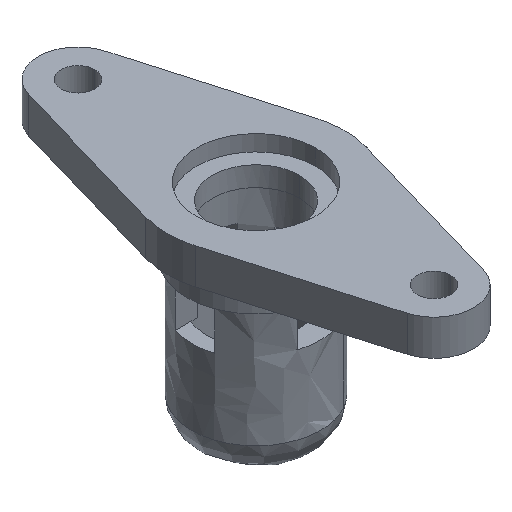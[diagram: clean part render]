
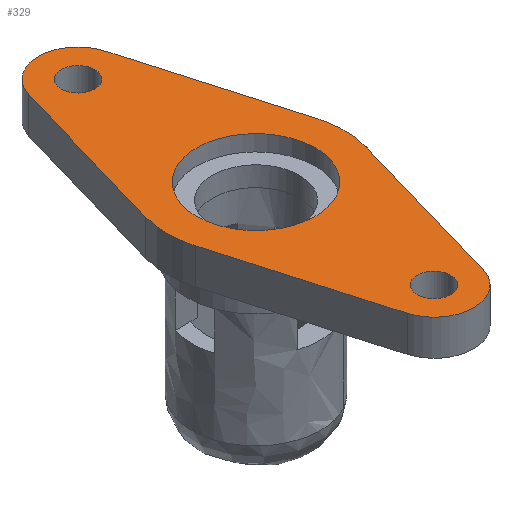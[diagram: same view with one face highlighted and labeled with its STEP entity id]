
A CAD part, isometric view. The second image highlights one B-rep face of the part: STEP entity #329.
In plain terms, the highlighted free-form (B-spline) face has degree [1, 1] with [2, 2] control points.
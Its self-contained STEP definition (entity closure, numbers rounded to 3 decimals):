
#273 = VERTEX_POINT('',#274);
#274 = CARTESIAN_POINT('',(-24.673,0.,
    14.804));
#279 = EDGE_CURVE('',#280,#273,#282,.T.);
#280 = VERTEX_POINT('',#281);
#281 = CARTESIAN_POINT('',(24.673,0.,14.804));
#282 = ( BOUNDED_CURVE() B_SPLINE_CURVE(2,(#283,#284,#285,#286,#287),
.UNSPECIFIED.,.F.,.F.) B_SPLINE_CURVE_WITH_KNOTS((3,2,3),(0.,
1.571,3.142),.PIECEWISE_BEZIER_KNOTS.) CURVE() 
GEOMETRIC_REPRESENTATION_ITEM() RATIONAL_B_SPLINE_CURVE((1.,
0.707,1.,0.707,1.)) REPRESENTATION_ITEM('') );
#283 = CARTESIAN_POINT('',(24.673,0.,14.804));
#284 = CARTESIAN_POINT('',(24.673,24.673,
    14.804));
#285 = CARTESIAN_POINT('',(0.,24.673,
    14.804));
#286 = CARTESIAN_POINT('',(-24.673,24.673,
    14.804));
#287 = CARTESIAN_POINT('',(-24.673,0.,
    14.804));
#310 = EDGE_CURVE('',#273,#280,#311,.T.);
#311 = ( BOUNDED_CURVE() B_SPLINE_CURVE(2,(#312,#313,#314,#315,#316),
.UNSPECIFIED.,.F.,.F.) B_SPLINE_CURVE_WITH_KNOTS((3,2,3),(3.142,
4.712,6.283),.PIECEWISE_BEZIER_KNOTS.) CURVE() 
GEOMETRIC_REPRESENTATION_ITEM() RATIONAL_B_SPLINE_CURVE((1.,
0.707,1.,0.707,1.)) REPRESENTATION_ITEM('') );
#312 = CARTESIAN_POINT('',(-24.673,0.,
    14.804));
#313 = CARTESIAN_POINT('',(-24.673,-24.673,
    14.804));
#314 = CARTESIAN_POINT('',(0.,-24.673,
    14.804));
#315 = CARTESIAN_POINT('',(24.673,-24.673,
    14.804));
#316 = CARTESIAN_POINT('',(24.673,0.,
    14.804));
#329 = ADVANCED_FACE('',(#330,#392,#396,#418),#440,.T.);
#330 = FACE_BOUND('',#331,.T.);
#331 = EDGE_LOOP('',(#332,#342,#349,#357,#364,#372,#379,#387));
#332 = ORIENTED_EDGE('',*,*,#333,.T.);
#333 = EDGE_CURVE('',#334,#336,#338,.T.);
#334 = VERTEX_POINT('',#335);
#335 = CARTESIAN_POINT('',(-35.553,10.28,
    14.804));
#336 = VERTEX_POINT('',#337);
#337 = CARTESIAN_POINT('',(-35.553,-10.28,
    14.804));
#338 = ( BOUNDED_CURVE() B_SPLINE_CURVE(2,(#339,#340,#341),
.UNSPECIFIED.,.F.,.F.) B_SPLINE_CURVE_WITH_KNOTS((3,3),(2.86,
3.423),.PIECEWISE_BEZIER_KNOTS.) CURVE() 
GEOMETRIC_REPRESENTATION_ITEM() RATIONAL_B_SPLINE_CURVE((1.,
0.961,1.)) REPRESENTATION_ITEM('') );
#339 = CARTESIAN_POINT('',(-35.553,10.28,
    14.804));
#340 = CARTESIAN_POINT('',(-38.525,0.,
    14.804));
#341 = CARTESIAN_POINT('',(-35.553,-10.28,
    14.804));
#342 = ORIENTED_EDGE('',*,*,#343,.T.);
#343 = EDGE_CURVE('',#336,#344,#346,.T.);
#344 = VERTEX_POINT('',#345);
#345 = CARTESIAN_POINT('',(-15.801,-78.587,
    14.804));
#346 = B_SPLINE_CURVE_WITH_KNOTS('',1,(#347,#348),.UNSPECIFIED.,.F.,.F.,
  (2,2),(-43.229,43.229),.PIECEWISE_BEZIER_KNOTS.);
#347 = CARTESIAN_POINT('',(-35.553,-10.28,
    14.804));
#348 = CARTESIAN_POINT('',(-15.801,-78.587,
    14.804));
#349 = ORIENTED_EDGE('',*,*,#350,.T.);
#350 = EDGE_CURVE('',#344,#351,#353,.T.);
#351 = VERTEX_POINT('',#352);
#352 = CARTESIAN_POINT('',(15.801,-78.587,
    14.804));
#353 = ( BOUNDED_CURVE() B_SPLINE_CURVE(2,(#354,#355,#356),
.UNSPECIFIED.,.F.,.F.) B_SPLINE_CURVE_WITH_KNOTS((3,3),(3.423,
6.002),.PIECEWISE_BEZIER_KNOTS.) CURVE() 
GEOMETRIC_REPRESENTATION_ITEM() RATIONAL_B_SPLINE_CURVE((1.,
0.278,1.)) REPRESENTATION_ITEM('') );
#354 = CARTESIAN_POINT('',(-15.801,-78.587,
    14.804));
#355 = CARTESIAN_POINT('',(0.,-133.233,
    14.804));
#356 = CARTESIAN_POINT('',(15.801,-78.587,
    14.804));
#357 = ORIENTED_EDGE('',*,*,#358,.T.);
#358 = EDGE_CURVE('',#351,#359,#361,.T.);
#359 = VERTEX_POINT('',#360);
#360 = CARTESIAN_POINT('',(35.553,-10.28,
    14.804));
#361 = B_SPLINE_CURVE_WITH_KNOTS('',1,(#362,#363),.UNSPECIFIED.,.F.,.F.,
  (2,2),(-43.229,43.229),.PIECEWISE_BEZIER_KNOTS.);
#362 = CARTESIAN_POINT('',(15.801,-78.587,
    14.804));
#363 = CARTESIAN_POINT('',(35.553,-10.28,
    14.804));
#364 = ORIENTED_EDGE('',*,*,#365,.T.);
#365 = EDGE_CURVE('',#359,#366,#368,.T.);
#366 = VERTEX_POINT('',#367);
#367 = CARTESIAN_POINT('',(35.553,10.28,
    14.804));
#368 = ( BOUNDED_CURVE() B_SPLINE_CURVE(2,(#369,#370,#371),
.UNSPECIFIED.,.F.,.F.) B_SPLINE_CURVE_WITH_KNOTS((3,3),(6.002,
6.565),.PIECEWISE_BEZIER_KNOTS.) CURVE() 
GEOMETRIC_REPRESENTATION_ITEM() RATIONAL_B_SPLINE_CURVE((1.,
0.961,1.)) REPRESENTATION_ITEM('') );
#369 = CARTESIAN_POINT('',(35.553,-10.28,
    14.804));
#370 = CARTESIAN_POINT('',(38.525,0.,
    14.804));
#371 = CARTESIAN_POINT('',(35.553,10.28,
    14.804));
#372 = ORIENTED_EDGE('',*,*,#373,.F.);
#373 = EDGE_CURVE('',#374,#366,#376,.T.);
#374 = VERTEX_POINT('',#375);
#375 = CARTESIAN_POINT('',(15.801,78.587,
    14.804));
#376 = B_SPLINE_CURVE_WITH_KNOTS('',1,(#377,#378),.UNSPECIFIED.,.F.,.F.,
  (2,2),(-43.229,43.229),.PIECEWISE_BEZIER_KNOTS.);
#377 = CARTESIAN_POINT('',(15.801,78.587,
    14.804));
#378 = CARTESIAN_POINT('',(35.553,10.28,
    14.804));
#379 = ORIENTED_EDGE('',*,*,#380,.T.);
#380 = EDGE_CURVE('',#374,#381,#383,.T.);
#381 = VERTEX_POINT('',#382);
#382 = CARTESIAN_POINT('',(-15.801,78.587,
    14.804));
#383 = ( BOUNDED_CURVE() B_SPLINE_CURVE(2,(#384,#385,#386),
.UNSPECIFIED.,.F.,.F.) B_SPLINE_CURVE_WITH_KNOTS((3,3),(0.281,
2.86),.PIECEWISE_BEZIER_KNOTS.) CURVE() 
GEOMETRIC_REPRESENTATION_ITEM() RATIONAL_B_SPLINE_CURVE((1.,
0.278,1.)) REPRESENTATION_ITEM('') );
#384 = CARTESIAN_POINT('',(15.801,78.587,
    14.804));
#385 = CARTESIAN_POINT('',(0.,133.233,
    14.804));
#386 = CARTESIAN_POINT('',(-15.801,78.587,
    14.804));
#387 = ORIENTED_EDGE('',*,*,#388,.T.);
#388 = EDGE_CURVE('',#381,#334,#389,.T.);
#389 = B_SPLINE_CURVE_WITH_KNOTS('',1,(#390,#391),.UNSPECIFIED.,.F.,.F.,
  (2,2),(-43.229,43.229),.PIECEWISE_BEZIER_KNOTS.);
#390 = CARTESIAN_POINT('',(-15.801,78.587,
    14.804));
#391 = CARTESIAN_POINT('',(-35.553,10.28,
    14.804));
#392 = FACE_BOUND('',#393,.T.);
#393 = EDGE_LOOP('',(#394,#395));
#394 = ORIENTED_EDGE('',*,*,#279,.F.);
#395 = ORIENTED_EDGE('',*,*,#310,.F.);
#396 = FACE_BOUND('',#397,.T.);
#397 = EDGE_LOOP('',(#398,#410));
#398 = ORIENTED_EDGE('',*,*,#399,.F.);
#399 = EDGE_CURVE('',#400,#402,#404,.T.);
#400 = VERTEX_POINT('',#401);
#401 = CARTESIAN_POINT('',(-6.991,-74.018,
    14.804));
#402 = VERTEX_POINT('',#403);
#403 = CARTESIAN_POINT('',(6.991,-74.018,
    14.804));
#404 = ( BOUNDED_CURVE() B_SPLINE_CURVE(2,(#405,#406,#407,#408,#409),
.UNSPECIFIED.,.F.,.F.) B_SPLINE_CURVE_WITH_KNOTS((3,2,3),(3.142,
4.712,6.283),.PIECEWISE_BEZIER_KNOTS.) CURVE() 
GEOMETRIC_REPRESENTATION_ITEM() RATIONAL_B_SPLINE_CURVE((1.,
0.707,1.,0.707,1.)) REPRESENTATION_ITEM('') );
#405 = CARTESIAN_POINT('',(-6.991,-74.018,
    14.804));
#406 = CARTESIAN_POINT('',(-6.991,-81.009,
    14.804));
#407 = CARTESIAN_POINT('',(0.,-81.009,
    14.804));
#408 = CARTESIAN_POINT('',(6.991,-81.009,
    14.804));
#409 = CARTESIAN_POINT('',(6.991,-74.018,
    14.804));
#410 = ORIENTED_EDGE('',*,*,#411,.F.);
#411 = EDGE_CURVE('',#402,#400,#412,.T.);
#412 = ( BOUNDED_CURVE() B_SPLINE_CURVE(2,(#413,#414,#415,#416,#417),
.UNSPECIFIED.,.F.,.F.) B_SPLINE_CURVE_WITH_KNOTS((3,2,3),(0.,
1.571,3.142),.PIECEWISE_BEZIER_KNOTS.) CURVE() 
GEOMETRIC_REPRESENTATION_ITEM() RATIONAL_B_SPLINE_CURVE((1.,
0.707,1.,0.707,1.)) REPRESENTATION_ITEM('') );
#413 = CARTESIAN_POINT('',(6.991,-74.018,
    14.804));
#414 = CARTESIAN_POINT('',(6.991,-67.028,14.804
    ));
#415 = CARTESIAN_POINT('',(0.,-67.028,
    14.804));
#416 = CARTESIAN_POINT('',(-6.991,-67.028,
    14.804));
#417 = CARTESIAN_POINT('',(-6.991,-74.018,
    14.804));
#418 = FACE_BOUND('',#419,.T.);
#419 = EDGE_LOOP('',(#420,#432));
#420 = ORIENTED_EDGE('',*,*,#421,.F.);
#421 = EDGE_CURVE('',#422,#424,#426,.T.);
#422 = VERTEX_POINT('',#423);
#423 = CARTESIAN_POINT('',(-6.991,74.018,
    14.804));
#424 = VERTEX_POINT('',#425);
#425 = CARTESIAN_POINT('',(6.991,74.018,
    14.804));
#426 = ( BOUNDED_CURVE() B_SPLINE_CURVE(2,(#427,#428,#429,#430,#431),
.UNSPECIFIED.,.F.,.F.) B_SPLINE_CURVE_WITH_KNOTS((3,2,3),(3.142,
4.712,6.283),.PIECEWISE_BEZIER_KNOTS.) CURVE() 
GEOMETRIC_REPRESENTATION_ITEM() RATIONAL_B_SPLINE_CURVE((1.,
0.707,1.,0.707,1.)) REPRESENTATION_ITEM('') );
#427 = CARTESIAN_POINT('',(-6.991,74.018,
    14.804));
#428 = CARTESIAN_POINT('',(-6.991,67.028,
    14.804));
#429 = CARTESIAN_POINT('',(0.,67.028,
    14.804));
#430 = CARTESIAN_POINT('',(6.991,67.028,
    14.804));
#431 = CARTESIAN_POINT('',(6.991,74.018,
    14.804));
#432 = ORIENTED_EDGE('',*,*,#433,.F.);
#433 = EDGE_CURVE('',#424,#422,#434,.T.);
#434 = ( BOUNDED_CURVE() B_SPLINE_CURVE(2,(#435,#436,#437,#438,#439),
.UNSPECIFIED.,.F.,.F.) B_SPLINE_CURVE_WITH_KNOTS((3,2,3),(0.,
1.571,3.142),.PIECEWISE_BEZIER_KNOTS.) CURVE() 
GEOMETRIC_REPRESENTATION_ITEM() RATIONAL_B_SPLINE_CURVE((1.,
0.707,1.,0.707,1.)) REPRESENTATION_ITEM('') );
#435 = CARTESIAN_POINT('',(6.991,74.018,
    14.804));
#436 = CARTESIAN_POINT('',(6.991,81.009,14.804
    ));
#437 = CARTESIAN_POINT('',(0.,81.009,
    14.804));
#438 = CARTESIAN_POINT('',(-6.991,81.009,
    14.804));
#439 = CARTESIAN_POINT('',(-6.991,74.018,
    14.804));
#440 = B_SPLINE_SURFACE_WITH_KNOTS('',1,1,(
    (#441,#442)
    ,(#443,#444
    )),.UNSPECIFIED.,.F.,.F.,.F.,(2,2),(2,2),(-45.,45.),(-110.,110.),
  .PIECEWISE_BEZIER_KNOTS.);
#441 = CARTESIAN_POINT('',(-37.009,-90.467,
    14.804));
#442 = CARTESIAN_POINT('',(-37.009,90.467,
    14.804));
#443 = CARTESIAN_POINT('',(37.009,-90.467,
    14.804));
#444 = CARTESIAN_POINT('',(37.009,90.467,
    14.804));
